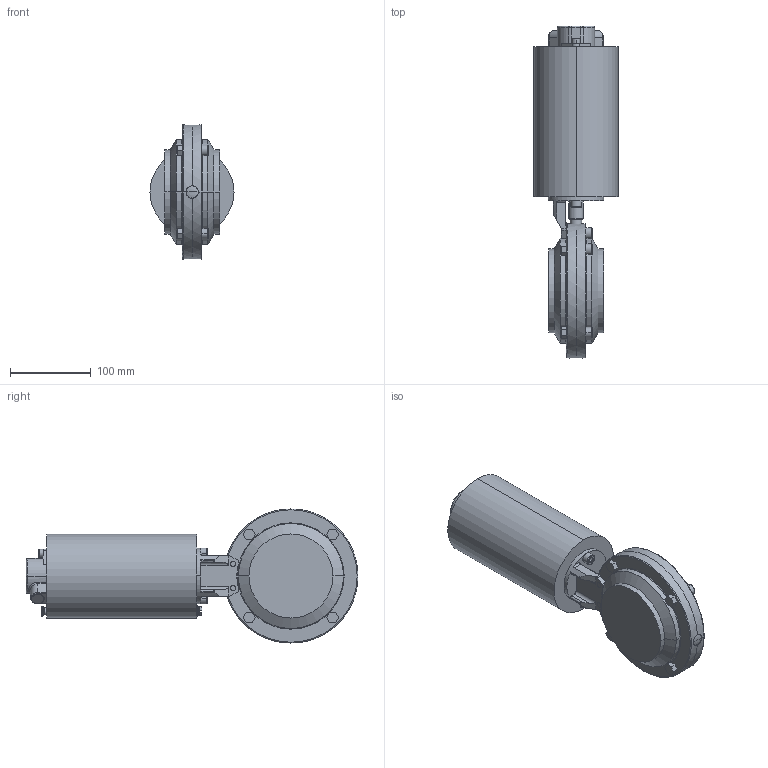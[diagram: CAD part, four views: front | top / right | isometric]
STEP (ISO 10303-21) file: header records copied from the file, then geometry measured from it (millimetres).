
FILE_DESCRIPTION(('OneSpaceDesigner STEP Export'),'2;1');
FILE_NAME('4501.100.130.stp','2009-08-27T 8:31:50',(''),(''),'OneSpace Designer STEP processor (Jan. 2003) for AP214(CD)(Solid Model)','OneSpace Designer 12.01F 09-Nov-2004 (C) CoCreate Software GmbH','');
FILE_SCHEMA(('AUTOMOTIVE_DESIGN_CC2 {1 2 10303 214 -1 1 5 1}'));
Length unit declared in the file: millimetre
Products named in the file (2): 4501.100.130-021_1; Scheibenventil
Assembly tree (1 placements, depth 2):
  Scheibenventil
    4501.100.130-021_1
Bounding box: 104 x 410.94 x 166 mm (x, y, z)
Volume: 2686452.2 mm3; surface area: 192424.3 mm2
Topology: 1 solids, 1 shells, 419 faces, 948 edges, 560 vertices
Faces by surface type: plane 165, cylinder 119, cone 74, torus 51, bspline 6, extrusion 2, sphere 2
Entity records: 22243 total; most frequent: CARTESIAN_POINT 10590, ORIENTED_EDGE 1892, DIRECTION 1427, EDGE_CURVE 946, VERTEX_POINT 560, AXIS2_PLACEMENT_3D 506, EDGE_LOOP 462, COLOUR_RGB 420
